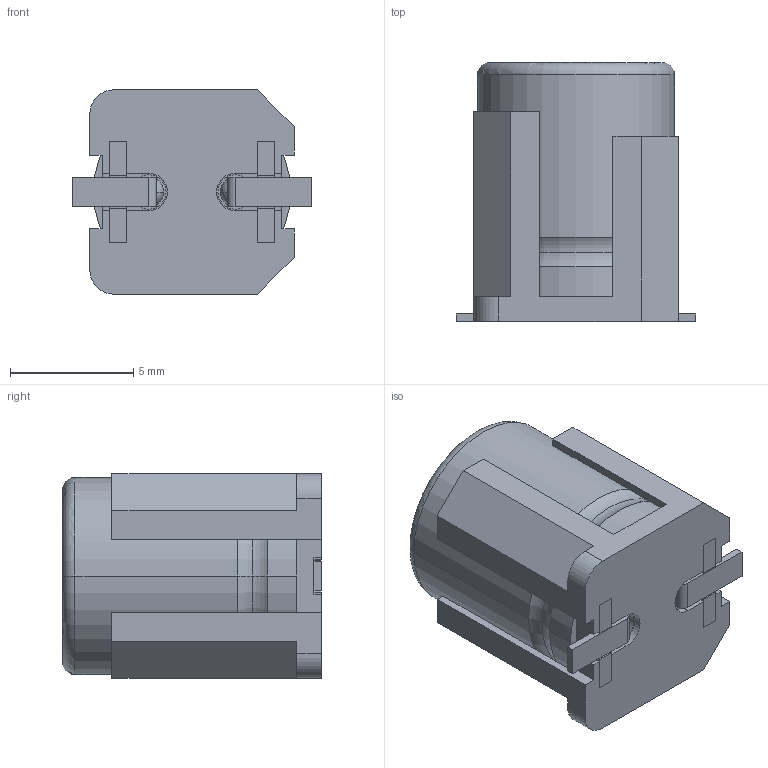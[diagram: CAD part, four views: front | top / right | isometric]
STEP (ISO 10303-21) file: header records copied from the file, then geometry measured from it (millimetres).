
FILE_DESCRIPTION (( 'STEP AP214' ), '1' );
FILE_NAME ('懴怳昳兂8 SIZE CODE F.stp', '2018-07-19T00:43:09', ( '' ), ( '' ), 'SwSTEP 2.0', 'SolidWorks 2015', '' );
FILE_SCHEMA (( 'AUTOMOTIVE_DESIGN' ));
Length unit declared in the file: millimetre
Products named in the file (5): SIZE CODE F-001; 懴怳昳兂8 SIZE CODE F; SIZE CODE F-003; SIZE CODE F-002; SIZE CODE F-004
Assembly tree (6 placements, depth 2):
  懴怳昳兂8 SIZE CODE F
    SIZE CODE F-001
    SIZE CODE F-002
    SIZE CODE F-003  x2
    SIZE CODE F-004  x2
Bounding box: 9.7 x 10.5 x 8.3 mm (x, y, z)
Volume: 604.3 mm3; surface area: 779.2 mm2
Topology: 6 solids, 6 shells, 149 faces, 385 edges, 244 vertices
Faces by surface type: plane 112, cylinder 23, sphere 8, torus 6
Entity records: 3795 total; most frequent: CARTESIAN_POINT 631, DIRECTION 620, ORIENTED_EDGE 614, EDGE_CURVE 307, VECTOR 246, LINE 246, VERTEX_POINT 198, AXIS2_PLACEMENT_3D 187
